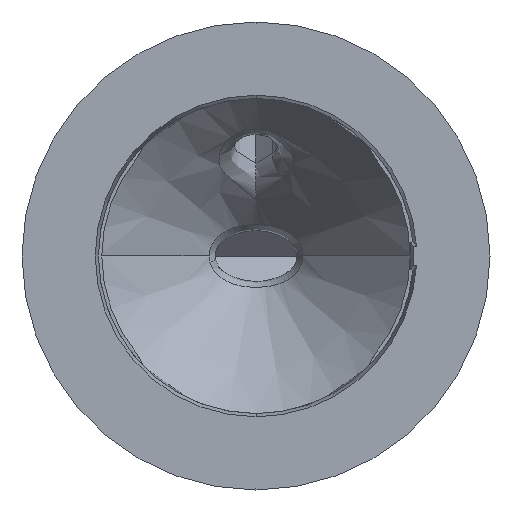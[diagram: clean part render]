
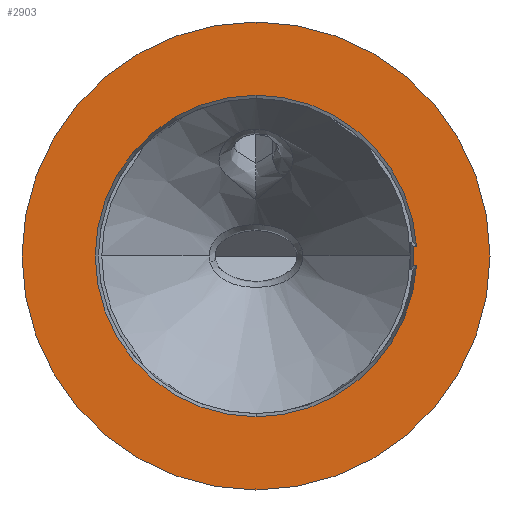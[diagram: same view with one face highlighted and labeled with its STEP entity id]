
A CAD part, front view. The second image highlights one B-rep face of the part: STEP entity #2903.
In plain terms, the highlighted planar face has unit normal (0, -1, 0).
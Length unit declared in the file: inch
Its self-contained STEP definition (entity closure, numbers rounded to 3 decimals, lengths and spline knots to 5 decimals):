
#9 = VERTEX_POINT ( 'NONE', #2858 ) ;
#150 = DIRECTION ( 'NONE',  ( -1., 0., 0. ) ) ;
#392 = EDGE_CURVE ( 'NONE', #5141, #1378, #3226, .T. ) ;
#431 = VERTEX_POINT ( 'NONE', #1697 ) ;
#567 = LINE ( 'NONE', #2594, #6162 ) ;
#1250 = DIRECTION ( 'NONE',  ( -1., 0., 0. ) ) ;
#1311 = EDGE_CURVE ( 'NONE', #2624, #431, #3568, .T. ) ;
#1378 = VERTEX_POINT ( 'NONE', #3716 ) ;
#1392 = AXIS2_PLACEMENT_3D ( 'NONE', #1610, #5979, #2758 ) ;
#1402 = CARTESIAN_POINT ( 'NONE',  ( 1.27797, 2.51228, 2.13488 ) ) ;
#1529 = CARTESIAN_POINT ( 'NONE',  ( 2.00972, 2.51228, 2.18091 ) ) ;
#1547 = CARTESIAN_POINT ( 'NONE',  ( 1.27797, 2.51228, 1.04706 ) ) ;
#1591 = VECTOR ( 'NONE', #5657, 39.37008 ) ;
#1610 = CARTESIAN_POINT ( 'NONE',  ( 1.27797, 2.51228, 2.86738 ) ) ;
#1697 = CARTESIAN_POINT ( 'NONE',  ( 1.27797, 2.51228, 3.22271 ) ) ;
#1772 = EDGE_CURVE ( 'NONE', #3992, #3235, #567, .T. ) ;
#1850 = LINE ( 'NONE', #4110, #1591 ) ;
#1912 = DIRECTION ( 'NONE',  ( 0., -1., 0. ) ) ;
#1928 = EDGE_CURVE ( 'NONE', #3606, #5141, #1850, .T. ) ;
#1967 = DIRECTION ( 'NONE',  ( 1., 0., 0. ) ) ;
#1972 = ORIENTED_EDGE ( 'NONE', *, *, #5084, .T. ) ;
#1994 = AXIS2_PLACEMENT_3D ( 'NONE', #6023, #2798, #5927 ) ;
#2215 = PLANE ( 'NONE',  #1392 ) ;
#2333 = DIRECTION ( 'NONE',  ( 0., 1., 0. ) ) ;
#2518 = CARTESIAN_POINT ( 'NONE',  ( 2.00972, 2.51228, 2.08886 ) ) ;
#2594 = CARTESIAN_POINT ( 'NONE',  ( 1.99472, 2.51228, 2.18091 ) ) ;
#2624 = VERTEX_POINT ( 'NONE', #1547 ) ;
#2758 = DIRECTION ( 'NONE',  ( -1., 0., 0. ) ) ;
#2798 = DIRECTION ( 'NONE',  ( 0., 1., 0. ) ) ;
#2814 = EDGE_LOOP ( 'NONE', ( #1972, #6616 ) ) ;
#2858 = CARTESIAN_POINT ( 'NONE',  ( 1.27797, 2.51228, 2.88238 ) ) ;
#2903 = ADVANCED_FACE ( 'NONE', ( #5892, #4708 ), #2215, .F. ) ;
#3093 = DIRECTION ( 'NONE',  ( 0., -1., 0. ) ) ;
#3174 = AXIS2_PLACEMENT_3D ( 'NONE', #1402, #1912, #4671 ) ;
#3226 = CIRCLE ( 'NONE', #1994, 0.7475 ) ;
#3235 = VERTEX_POINT ( 'NONE', #1529 ) ;
#3528 = AXIS2_PLACEMENT_3D ( 'NONE', #5012, #2333, #150 ) ;
#3568 = CIRCLE ( 'NONE', #3174, 1.08783 ) ;
#3606 = VERTEX_POINT ( 'NONE', #2518 ) ;
#3671 = DIRECTION ( 'NONE',  ( -1., 0., 0. ) ) ;
#3716 = CARTESIAN_POINT ( 'NONE',  ( 1.27797, 2.51228, 1.38738 ) ) ;
#3884 = CIRCLE ( 'NONE', #5894, 0.7475 ) ;
#3992 = VERTEX_POINT ( 'NONE', #6422 ) ;
#4035 = EDGE_LOOP ( 'NONE', ( #5579, #6266, #4247, #6980, #4355, #6694 ) ) ;
#4110 = CARTESIAN_POINT ( 'NONE',  ( 2.00793, 2.51228, 2.08886 ) ) ;
#4247 = ORIENTED_EDGE ( 'NONE', *, *, #5566, .T. ) ;
#4355 = ORIENTED_EDGE ( 'NONE', *, *, #6880, .T. ) ;
#4671 = DIRECTION ( 'NONE',  ( 1., 0., 0. ) ) ;
#4708 = FACE_OUTER_BOUND ( 'NONE', #2814, .T. ) ;
#4874 = DIRECTION ( 'NONE',  ( 0., 0., -1. ) ) ;
#4968 = CIRCLE ( 'NONE', #5597, 1.08783 ) ;
#5012 = CARTESIAN_POINT ( 'NONE',  ( 1.27797, 2.51228, 2.13488 ) ) ;
#5041 = VECTOR ( 'NONE', #4874, 39.37008 ) ;
#5084 = EDGE_CURVE ( 'NONE', #431, #2624, #4968, .T. ) ;
#5141 = VERTEX_POINT ( 'NONE', #6625 ) ;
#5566 = EDGE_CURVE ( 'NONE', #9, #3992, #6496, .T. ) ;
#5579 = ORIENTED_EDGE ( 'NONE', *, *, #392, .T. ) ;
#5597 = AXIS2_PLACEMENT_3D ( 'NONE', #6322, #3093, #1967 ) ;
#5648 = CARTESIAN_POINT ( 'NONE',  ( 1.27797, 2.51228, 2.13488 ) ) ;
#5657 = DIRECTION ( 'NONE',  ( 1., 0., 0. ) ) ;
#5892 = FACE_BOUND ( 'NONE', #4035, .T. ) ;
#5894 = AXIS2_PLACEMENT_3D ( 'NONE', #5648, #6740, #1250 ) ;
#5927 = DIRECTION ( 'NONE',  ( -1., 0., 0. ) ) ;
#5979 = DIRECTION ( 'NONE',  ( 0., 1., 0. ) ) ;
#6023 = CARTESIAN_POINT ( 'NONE',  ( 1.27797, 2.51228, 2.13488 ) ) ;
#6162 = VECTOR ( 'NONE', #3671, 39.37008 ) ;
#6266 = ORIENTED_EDGE ( 'NONE', *, *, #6463, .T. ) ;
#6322 = CARTESIAN_POINT ( 'NONE',  ( 1.27797, 2.51228, 2.13488 ) ) ;
#6422 = CARTESIAN_POINT ( 'NONE',  ( 2.02405, 2.51228, 2.18091 ) ) ;
#6463 = EDGE_CURVE ( 'NONE', #1378, #9, #3884, .T. ) ;
#6496 = CIRCLE ( 'NONE', #3528, 0.7475 ) ;
#6616 = ORIENTED_EDGE ( 'NONE', *, *, #1311, .T. ) ;
#6625 = CARTESIAN_POINT ( 'NONE',  ( 2.02405, 2.51228, 2.08886 ) ) ;
#6694 = ORIENTED_EDGE ( 'NONE', *, *, #1928, .T. ) ;
#6740 = DIRECTION ( 'NONE',  ( 0., 1., 0. ) ) ;
#6750 = LINE ( 'NONE', #6991, #5041 ) ;
#6880 = EDGE_CURVE ( 'NONE', #3235, #3606, #6750, .T. ) ;
#6980 = ORIENTED_EDGE ( 'NONE', *, *, #1772, .T. ) ;
#6991 = CARTESIAN_POINT ( 'NONE',  ( 2.00972, 2.51228, 2.07386 ) ) ;
